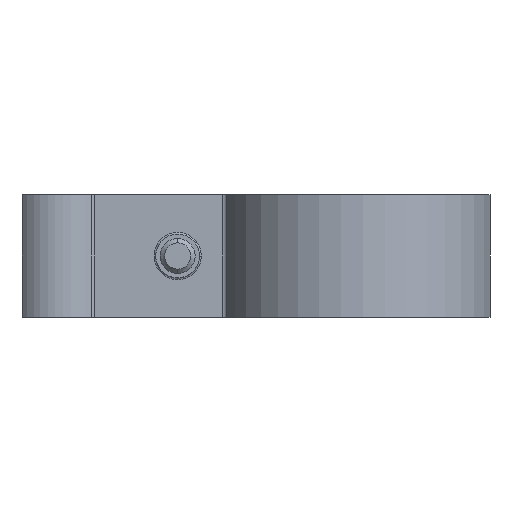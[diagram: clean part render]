
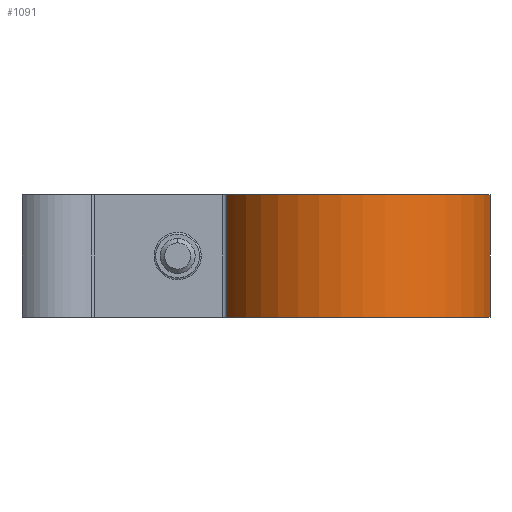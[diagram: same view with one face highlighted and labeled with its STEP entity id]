
A CAD part, front view. The second image highlights one B-rep face of the part: STEP entity #1091.
In plain terms, the highlighted cylindrical face has radius 15.5 mm (diameter 31 mm), a partial arc.
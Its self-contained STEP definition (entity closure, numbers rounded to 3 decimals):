
#51 = CARTESIAN_POINT ( 'NONE',  ( 21., 0., -7. ) ) ;
#82 = DIRECTION ( 'NONE',  ( 0., 0., -1. ) ) ;
#179 = VERTEX_POINT ( 'NONE', #2221 ) ;
#263 = DIRECTION ( 'NONE',  ( -1., 0., 0. ) ) ;
#355 = CARTESIAN_POINT ( 'NONE',  ( 6.126, 4.359, 7. ) ) ;
#435 = DIRECTION ( 'NONE',  ( 0., 0., -1. ) ) ;
#473 = CARTESIAN_POINT ( 'NONE',  ( 21., 0., 0. ) ) ;
#557 = AXIS2_PLACEMENT_3D ( 'NONE', #473, #435, #1226 ) ;
#607 = ORIENTED_EDGE ( 'NONE', *, *, #758, .T. ) ;
#717 = VERTEX_POINT ( 'NONE', #2464 ) ;
#758 = EDGE_CURVE ( 'NONE', #179, #717, #1765, .T. ) ;
#775 = CARTESIAN_POINT ( 'NONE',  ( 6.126, 4.359, -7. ) ) ;
#858 = DIRECTION ( 'NONE',  ( 0., 0., -1. ) ) ;
#873 = LINE ( 'NONE', #2212, #1393 ) ;
#967 = CIRCLE ( 'NONE', #2268, 15.5 ) ;
#976 = ORIENTED_EDGE ( 'NONE', *, *, #1740, .T. ) ;
#994 = DIRECTION ( 'NONE',  ( 0., 0., 1. ) ) ;
#1012 = ORIENTED_EDGE ( 'NONE', *, *, #1513, .T. ) ;
#1091 = ADVANCED_FACE ( 'NONE', ( #1211 ), #2044, .T. ) ;
#1211 = FACE_OUTER_BOUND ( 'NONE', #1289, .T. ) ;
#1226 = DIRECTION ( 'NONE',  ( -1., 0., 0. ) ) ;
#1289 = EDGE_LOOP ( 'NONE', ( #607, #1578, #1012, #976 ) ) ;
#1393 = VECTOR ( 'NONE', #994, 1000. ) ;
#1407 = DIRECTION ( 'NONE',  ( 0., 0., 1. ) ) ;
#1513 = EDGE_CURVE ( 'NONE', #2251, #2062, #873, .T. ) ;
#1543 = EDGE_CURVE ( 'NONE', #717, #2251, #967, .T. ) ;
#1578 = ORIENTED_EDGE ( 'NONE', *, *, #1543, .T. ) ;
#1658 = CARTESIAN_POINT ( 'NONE',  ( 21., 0., 7. ) ) ;
#1664 = AXIS2_PLACEMENT_3D ( 'NONE', #1658, #82, #2449 ) ;
#1740 = EDGE_CURVE ( 'NONE', #2062, #179, #2537, .T. ) ;
#1765 = LINE ( 'NONE', #2287, #2311 ) ;
#2044 = CYLINDRICAL_SURFACE ( 'NONE', #557, 15.5 ) ;
#2062 = VERTEX_POINT ( 'NONE', #355 ) ;
#2212 = CARTESIAN_POINT ( 'NONE',  ( 6.126, 4.359, 0. ) ) ;
#2221 = CARTESIAN_POINT ( 'NONE',  ( 36.207, 3.002, 7. ) ) ;
#2251 = VERTEX_POINT ( 'NONE', #775 ) ;
#2268 = AXIS2_PLACEMENT_3D ( 'NONE', #51, #1407, #263 ) ;
#2287 = CARTESIAN_POINT ( 'NONE',  ( 36.207, 3.002, 0. ) ) ;
#2311 = VECTOR ( 'NONE', #858, 1000. ) ;
#2449 = DIRECTION ( 'NONE',  ( -1., 0., 0. ) ) ;
#2464 = CARTESIAN_POINT ( 'NONE',  ( 36.207, 3.002, -7. ) ) ;
#2537 = CIRCLE ( 'NONE', #1664, 15.5 ) ;
